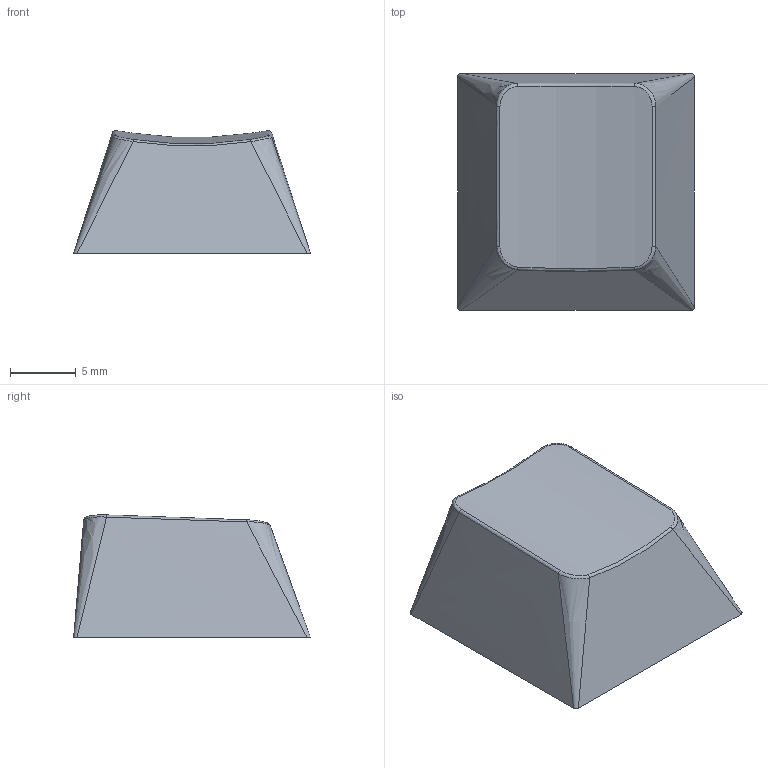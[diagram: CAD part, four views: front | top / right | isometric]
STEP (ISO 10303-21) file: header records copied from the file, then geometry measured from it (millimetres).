
FILE_DESCRIPTION(/* description */ (''),/* implementation_level */ '2;1');
FILE_NAME(/* name */ 'd12d370b-280a-4e3c-8736-2833a3a9bfa7.zip.stp',/* time_stamp */ '2025-12-27T15:59:12Z',/* author */ (''),/* organization */ (''),/* preprocessor_version */ 'ST-DEVELOPER v20.1',/* originating_system */ 'Autodesk Translation Framework v14.24.0.0',/* authorisation */ '');
FILE_SCHEMA (('AUTOMOTIVE_DESIGN { 1 0 10303 214 3 1 1 }'));
Length unit declared in the file: millimetre
Products named in the file (1): Product
Bounding box: 18 x 18 x 9.3 mm (x, y, z)
Volume: 973.8 mm3; surface area: 1636.4 mm2
Topology: 1 solids, 1 shells, 53 faces, 139 edges, 90 vertices
Faces by surface type: plane 32, bspline 19, cylinder 2
Full cylindrical faces by diameter (mm): 5.4 x1
Entity records: 2354 total; most frequent: CARTESIAN_POINT 1092, ORIENTED_EDGE 278, DIRECTION 209, EDGE_CURVE 139, VERTEX_POINT 90, LINE 85, VECTOR 85, AXIS2_PLACEMENT_3D 62
